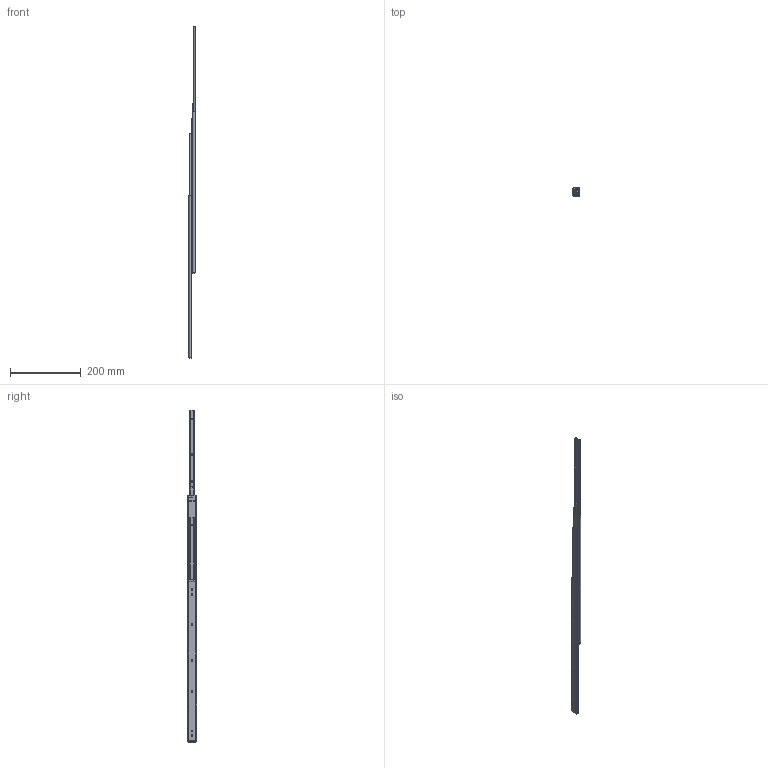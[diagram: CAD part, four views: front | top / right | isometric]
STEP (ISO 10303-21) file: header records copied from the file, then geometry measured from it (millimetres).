
FILE_DESCRIPTION (( 'STEP AP203' ), '1' );
FILE_NAME ('U2736_18.STEP', '2022-04-19T04:14:22', ( '' ), ( '' ), 'SwSTEP 2.0', 'SolidWorks 2019', '' );
FILE_SCHEMA (( 'CONFIG_CONTROL_DESIGN' ));
Length unit declared in the file: millimetre
Products named in the file (9): U2736-18 OM-A ; U2736-18 IM-A ; PN101リベット; SBP807（バネ圧縮）; U2736-18 OM-B ; U2736-18 IM-B ; SBP806 リードイン; U2736_18; SBP804
Assembly tree (10 placements, depth 2):
  U2736_18
    U2736-18 OM-A 
    U2736-18 IM-A 
    U2736-18 OM-B 
    SBP804  x2
    SBP806 リードイン
    U2736-18 IM-B 
    SBP807（バネ圧縮）
    PN101リベット  x2
Bounding box: 19.1 x 26.8 x 939.75 mm (x, y, z)
Volume: 84755.9 mm3; surface area: 120679.6 mm2
Topology: 12 solids, 12 shells, 426 faces, 1136 edges, 724 vertices
Faces by surface type: cylinder 209, plane 185, sphere 16, bspline 8, torus 8
Entity records: 14165 total; most frequent: CARTESIAN_POINT 3154, DIRECTION 2128, ORIENTED_EDGE 2096, EDGE_CURVE 1048, AXIS2_PLACEMENT_3D 782, VERTEX_POINT 684, LINE 564, VECTOR 564
